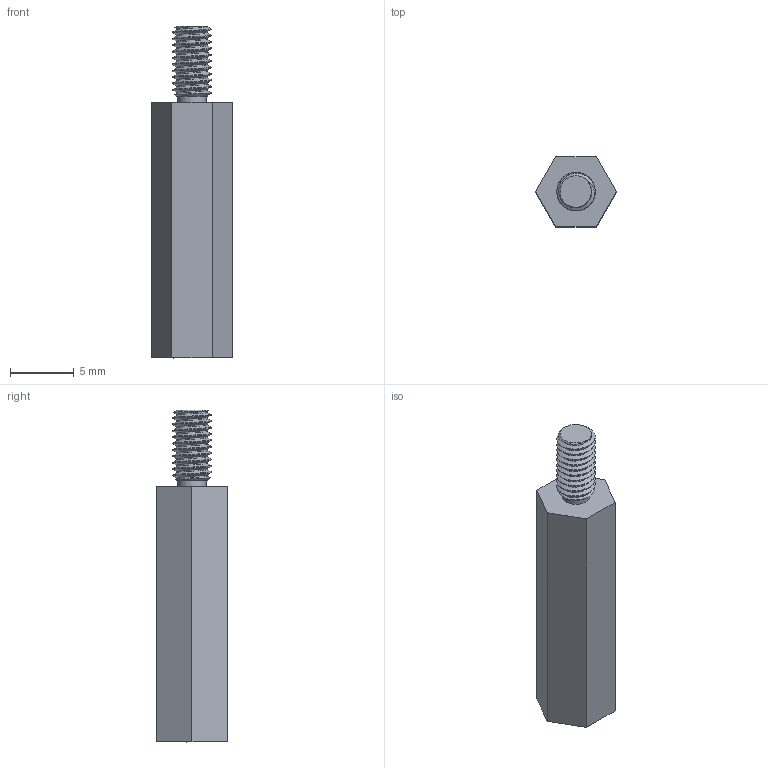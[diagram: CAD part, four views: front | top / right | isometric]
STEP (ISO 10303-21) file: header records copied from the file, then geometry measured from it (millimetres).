
FILE_DESCRIPTION(('STEP AP214'), '1');
FILE_NAME('Spacer Bolts_m3_bn_L20', '', ('UNSPECIFIED'), ('UNSPECIFIED'), 'ASCON STEP Converter 1.6', 'ASCON Math Kernel', '');
FILE_SCHEMA(('AUTOMOTIVE_DESIGN { 1 0 10303 214 3 1 1}'));
Length unit declared in the file: millimetre
Bounding box: 6.35 x 5.5 x 26 mm (x, y, z)
Volume: 495 mm3; surface area: 660.2 mm2
Topology: 1 solids, 1 shells, 47 faces, 130 edges, 89 vertices
Faces by surface type: cylinder 26, plane 11, bspline 6, cone 4
Full cylindrical faces by diameter (mm): 2.2 x1, 2.5 x1
Entity records: 25008 total; most frequent: CARTESIAN_POINT 23583, ORIENTED_EDGE 242, DIRECTION 145, EDGE_CURVE 121, VERTEX_POINT 82, B_SPLINE_CURVE_WITH_KNOTS 70, AXIS2_PLACEMENT_3D 51, EDGE_LOOP 51
